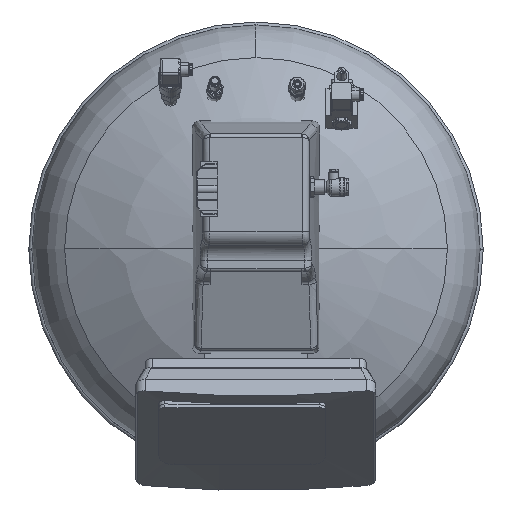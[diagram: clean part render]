
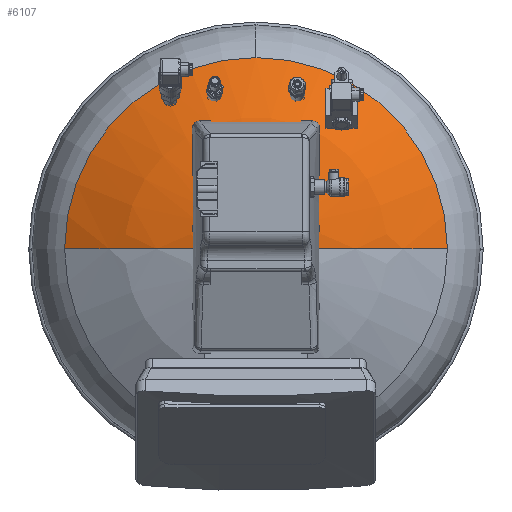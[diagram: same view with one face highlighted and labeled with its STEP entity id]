
A CAD part, top view. The second image highlights one B-rep face of the part: STEP entity #6107.
In plain terms, the highlighted spherical face has radius 509 mm.
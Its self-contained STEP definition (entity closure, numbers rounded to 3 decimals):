
#6011=CARTESIAN_POINT('',(0.,270.639,853.086));
#6012=VERTEX_POINT('',#6011);
#6037=CARTESIAN_POINT('',(-270.639,0.,853.086));
#6038=VERTEX_POINT('',#6037);
#6046=CARTESIAN_POINT('',(0.,0.,853.086));
#6047=DIRECTION('',(0.0,0.0,-1.0));
#6048=DIRECTION('',(-1.0,0.0,0.0));
#6049=AXIS2_PLACEMENT_3D('',#6046,#6047,#6048);
#6050=CIRCLE('',#6049,270.639);
#6051=EDGE_CURVE('',#6038,#6012,#6050,.T.);
#6061=CARTESIAN_POINT('',(0.,0.,931.0));
#6062=VERTEX_POINT('',#6061);
#6063=CARTESIAN_POINT('',(270.639,0.,853.086));
#6064=VERTEX_POINT('',#6063);
#6065=CARTESIAN_POINT('',(0.,0.,422.));
#6066=DIRECTION('',(0.0,1.0,0.0));
#6067=DIRECTION('',(1.0,0.0,0.0));
#6068=AXIS2_PLACEMENT_3D('',#6065,#6066,#6067);
#6069=CIRCLE('',#6068,509.);
#6070=EDGE_CURVE('',#6062,#6064,#6069,.T.);
#6072=CARTESIAN_POINT('',(0.,0.,422.));
#6073=DIRECTION('',(0.0,-1.0,0.0));
#6074=DIRECTION('',(-1.0,0.0,0.0));
#6075=AXIS2_PLACEMENT_3D('',#6072,#6073,#6074);
#6076=CIRCLE('',#6075,509.);
#6077=EDGE_CURVE('',#6062,#6038,#6076,.T.);
#6090=CARTESIAN_POINT('',(0.,0.,422.));
#6091=DIRECTION('',(0.0,0.0,1.0));
#6092=DIRECTION('',(1.0,0.0,0.0));
#6093=AXIS2_PLACEMENT_3D('',#6090,#6091,#6092);
#6094=SPHERICAL_SURFACE('',#6093,509.);
#6095=ORIENTED_EDGE('',*,*,#6070,.T.);
#6096=CARTESIAN_POINT('',(0.,0.,853.086));
#6097=DIRECTION('',(0.0,0.0,-1.0));
#6098=DIRECTION('',(-1.0,0.0,0.0));
#6099=AXIS2_PLACEMENT_3D('',#6096,#6097,#6098);
#6100=CIRCLE('',#6099,270.639);
#6101=EDGE_CURVE('',#6012,#6064,#6100,.T.);
#6102=ORIENTED_EDGE('',*,*,#6101,.F.);
#6103=ORIENTED_EDGE('',*,*,#6051,.F.);
#6104=ORIENTED_EDGE('',*,*,#6077,.F.);
#6105=EDGE_LOOP('',(#6095,#6102,#6103,#6104));
#6106=FACE_OUTER_BOUND('',#6105,.T.);
#6107=ADVANCED_FACE('',(#6106),#6094,.T.);
